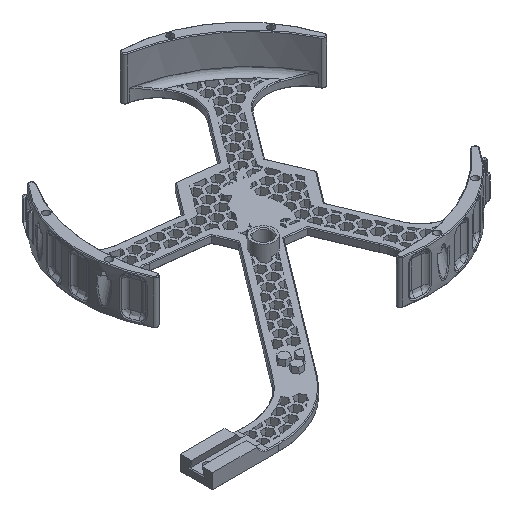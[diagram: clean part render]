
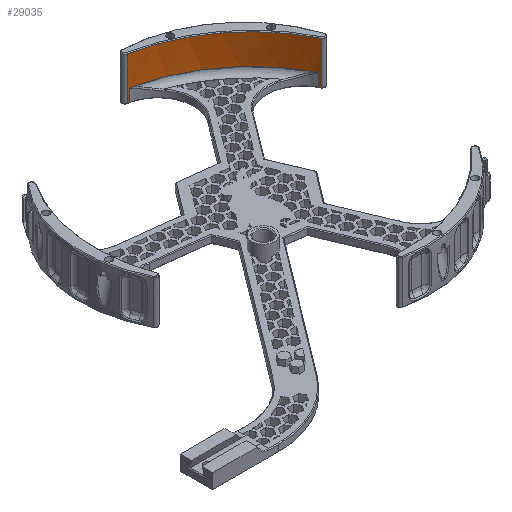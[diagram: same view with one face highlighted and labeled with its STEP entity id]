
A CAD part, isometric view. The second image highlights one B-rep face of the part: STEP entity #29035.
In plain terms, the highlighted cylindrical face has radius 80 mm (diameter 160 mm), a partial arc.
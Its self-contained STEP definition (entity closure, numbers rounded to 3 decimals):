
#2218=B_SPLINE_CURVE_WITH_KNOTS('',3,(#49631,#49632,#49633,#49634,#49635,
#49636,#49637,#49638,#49639,#49640,#49641,#49642,#49643,#49644,#49645,#49646,
#49647,#49648,#49649,#49650,#49651,#49652),.UNSPECIFIED.,.F.,.F.,(4,3,3,
3,3,3,3,4),(0.,0.15,0.31,0.444,0.575,
0.718,0.91,1.),.UNSPECIFIED.);
#2227=B_SPLINE_CURVE_WITH_KNOTS('',3,(#49912,#49913,#49914,#49915,#49916,
#49917,#49918,#49919,#49920,#49921,#49922,#49923,#49924,#49925,#49926,#49927,
#49928,#49929,#49930,#49931,#49932,#49933),.UNSPECIFIED.,.F.,.F.,(4,3,3,
3,3,3,3,4),(0.,0.15,0.31,0.444,0.575,
0.718,0.91,1.),.UNSPECIFIED.);
#2437=CYLINDRICAL_SURFACE('',#30696,80.);
#3812=FACE_OUTER_BOUND('',#5662,.T.);
#5662=EDGE_LOOP('',(#27097,#27098,#27099,#27100,#27101,#27102,#27103,#27104,
#27105,#27106));
#5783=CIRCLE('',#29176,80.);
#6039=CIRCLE('',#29625,80.);
#6041=CIRCLE('',#29631,80.);
#6055=CIRCLE('',#29689,80.);
#6116=LINE('',#37054,#9299);
#8173=LINE('',#48956,#11356);
#8228=LINE('',#50507,#11411);
#9171=LINE('',#54203,#12354);
#9299=VECTOR('',#30760,10.);
#11356=VECTOR('',#33727,10.);
#11411=VECTOR('',#33890,10.);
#12354=VECTOR('',#36845,10.);
#12481=VERTEX_POINT('',#37035);
#12483=VERTEX_POINT('',#37041);
#12486=VERTEX_POINT('',#37052);
#14951=VERTEX_POINT('',#48666);
#14975=VERTEX_POINT('',#48818);
#14976=VERTEX_POINT('',#48822);
#14982=VERTEX_POINT('',#48858);
#15011=VERTEX_POINT('',#49630);
#15015=VERTEX_POINT('',#49910);
#15016=VERTEX_POINT('',#49911);
#15169=EDGE_CURVE('',#12481,#12483,#5783,.T.);
#15174=EDGE_CURVE('',#12486,#12481,#6116,.T.);
#17978=EDGE_CURVE('',#14951,#12486,#6039,.T.);
#17984=EDGE_CURVE('',#14975,#14976,#6041,.T.);
#17993=EDGE_CURVE('',#14951,#14982,#8173,.T.);
#18052=EDGE_CURVE('',#15011,#14982,#2218,.T.);
#18068=EDGE_CURVE('',#15015,#15016,#2227,.T.);
#18099=EDGE_CURVE('',#15016,#15011,#6055,.T.);
#18100=EDGE_CURVE('',#14976,#15015,#8228,.T.);
#19184=EDGE_CURVE('',#14975,#12483,#9171,.T.);
#27097=ORIENTED_EDGE('',*,*,#15169,.F.);
#27098=ORIENTED_EDGE('',*,*,#15174,.F.);
#27099=ORIENTED_EDGE('',*,*,#17978,.F.);
#27100=ORIENTED_EDGE('',*,*,#17993,.T.);
#27101=ORIENTED_EDGE('',*,*,#18052,.F.);
#27102=ORIENTED_EDGE('',*,*,#18099,.F.);
#27103=ORIENTED_EDGE('',*,*,#18068,.F.);
#27104=ORIENTED_EDGE('',*,*,#18100,.F.);
#27105=ORIENTED_EDGE('',*,*,#17984,.F.);
#27106=ORIENTED_EDGE('',*,*,#19184,.T.);
#29035=ADVANCED_FACE('',(#3812),#2437,.F.);
#29176=AXIS2_PLACEMENT_3D('',#37045,#30747,#30748);
#29625=AXIS2_PLACEMENT_3D('',#48812,#33697,#33698);
#29631=AXIS2_PLACEMENT_3D('',#48824,#33713,#33714);
#29689=AXIS2_PLACEMENT_3D('',#50505,#33886,#33887);
#30696=AXIS2_PLACEMENT_3D('',#54202,#36843,#36844);
#30747=DIRECTION('center_axis',(0.,0.,-1.));
#30748=DIRECTION('ref_axis',(1.,0.,0.));
#30760=DIRECTION('',(0.,0.,1.));
#33697=DIRECTION('center_axis',(0.,0.,1.));
#33698=DIRECTION('ref_axis',(1.,0.,0.));
#33713=DIRECTION('center_axis',(0.,0.,1.));
#33714=DIRECTION('ref_axis',(1.,0.,0.));
#33727=DIRECTION('',(0.,0.,1.));
#33886=DIRECTION('center_axis',(0.,0.,1.));
#33887=DIRECTION('ref_axis',(0.602,0.799,0.));
#33890=DIRECTION('',(0.,0.,1.));
#36843=DIRECTION('center_axis',(0.,0.,1.));
#36844=DIRECTION('ref_axis',(1.,0.,0.));
#36845=DIRECTION('',(0.,0.,1.));
#37035=CARTESIAN_POINT('',(150.27,194.126,22.45));
#37041=CARTESIAN_POINT('',(207.101,151.301,22.45));
#37045=CARTESIAN_POINT('Origin',(135.564,115.49,22.45));
#37052=CARTESIAN_POINT('',(150.27,194.126,0.4));
#37054=CARTESIAN_POINT('',(150.27,194.126,0.));
#48666=CARTESIAN_POINT('',(151.195,193.948,0.4));
#48812=CARTESIAN_POINT('Origin',(135.564,115.49,0.4));
#48818=CARTESIAN_POINT('',(207.101,151.301,0.4));
#48822=CARTESIAN_POINT('',(206.675,152.141,0.4));
#48824=CARTESIAN_POINT('Origin',(135.564,115.49,0.4));
#48858=CARTESIAN_POINT('',(151.195,193.948,6.576));
#48956=CARTESIAN_POINT('',(151.195,193.948,0.));
#49630=CARTESIAN_POINT('',(152.371,193.704,7.));
#49631=CARTESIAN_POINT('Ctrl Pts',(152.371,193.704,7.));
#49632=CARTESIAN_POINT('Ctrl Pts',(152.364,193.706,6.997));
#49633=CARTESIAN_POINT('Ctrl Pts',(152.333,193.712,6.986));
#49634=CARTESIAN_POINT('Ctrl Pts',(152.287,193.722,6.97));
#49635=CARTESIAN_POINT('Ctrl Pts',(152.237,193.733,6.952));
#49636=CARTESIAN_POINT('Ctrl Pts',(152.169,193.748,6.927));
#49637=CARTESIAN_POINT('Ctrl Pts',(152.09,193.764,6.899));
#49638=CARTESIAN_POINT('Ctrl Pts',(152.025,193.778,6.875));
#49639=CARTESIAN_POINT('Ctrl Pts',(151.952,193.793,6.849));
#49640=CARTESIAN_POINT('Ctrl Pts',(151.877,193.809,6.822));
#49641=CARTESIAN_POINT('Ctrl Pts',(151.805,193.824,6.796));
#49642=CARTESIAN_POINT('Ctrl Pts',(151.73,193.839,6.769));
#49643=CARTESIAN_POINT('Ctrl Pts',(151.658,193.854,6.743));
#49644=CARTESIAN_POINT('Ctrl Pts',(151.579,193.87,6.714));
#49645=CARTESIAN_POINT('Ctrl Pts',(151.503,193.886,6.687));
#49646=CARTESIAN_POINT('Ctrl Pts',(151.436,193.899,6.663));
#49647=CARTESIAN_POINT('Ctrl Pts',(151.346,193.917,6.63));
#49648=CARTESIAN_POINT('Ctrl Pts',(151.274,193.932,6.604));
#49649=CARTESIAN_POINT('Ctrl Pts',(151.232,193.94,6.589));
#49650=CARTESIAN_POINT('Ctrl Pts',(151.212,193.944,6.582));
#49651=CARTESIAN_POINT('Ctrl Pts',(151.199,193.947,6.577));
#49652=CARTESIAN_POINT('Ctrl Pts',(151.195,193.948,6.576));
#49910=CARTESIAN_POINT('',(206.675,152.141,6.576));
#49911=CARTESIAN_POINT('',(206.116,153.204,7.));
#49912=CARTESIAN_POINT('Ctrl Pts',(206.675,152.141,6.576));
#49913=CARTESIAN_POINT('Ctrl Pts',(206.671,152.147,6.578));
#49914=CARTESIAN_POINT('Ctrl Pts',(206.657,152.175,6.589));
#49915=CARTESIAN_POINT('Ctrl Pts',(206.635,152.217,6.606));
#49916=CARTESIAN_POINT('Ctrl Pts',(206.612,152.262,6.624));
#49917=CARTESIAN_POINT('Ctrl Pts',(206.58,152.324,6.649));
#49918=CARTESIAN_POINT('Ctrl Pts',(206.543,152.395,6.677));
#49919=CARTESIAN_POINT('Ctrl Pts',(206.512,152.455,6.701));
#49920=CARTESIAN_POINT('Ctrl Pts',(206.477,152.521,6.727));
#49921=CARTESIAN_POINT('Ctrl Pts',(206.442,152.588,6.754));
#49922=CARTESIAN_POINT('Ctrl Pts',(206.408,152.654,6.78));
#49923=CARTESIAN_POINT('Ctrl Pts',(206.372,152.722,6.807));
#49924=CARTESIAN_POINT('Ctrl Pts',(206.338,152.787,6.833));
#49925=CARTESIAN_POINT('Ctrl Pts',(206.3,152.858,6.862));
#49926=CARTESIAN_POINT('Ctrl Pts',(206.264,152.927,6.889));
#49927=CARTESIAN_POINT('Ctrl Pts',(206.232,152.987,6.913));
#49928=CARTESIAN_POINT('Ctrl Pts',(206.189,153.068,6.945));
#49929=CARTESIAN_POINT('Ctrl Pts',(206.154,153.133,6.972));
#49930=CARTESIAN_POINT('Ctrl Pts',(206.134,153.171,6.987));
#49931=CARTESIAN_POINT('Ctrl Pts',(206.125,153.189,6.994));
#49932=CARTESIAN_POINT('Ctrl Pts',(206.118,153.2,6.998));
#49933=CARTESIAN_POINT('Ctrl Pts',(206.116,153.204,7.));
#50505=CARTESIAN_POINT('Origin',(135.564,115.49,7.));
#50507=CARTESIAN_POINT('',(206.675,152.141,0.));
#54202=CARTESIAN_POINT('Origin',(135.564,115.49,0.));
#54203=CARTESIAN_POINT('',(207.101,151.301,0.));
